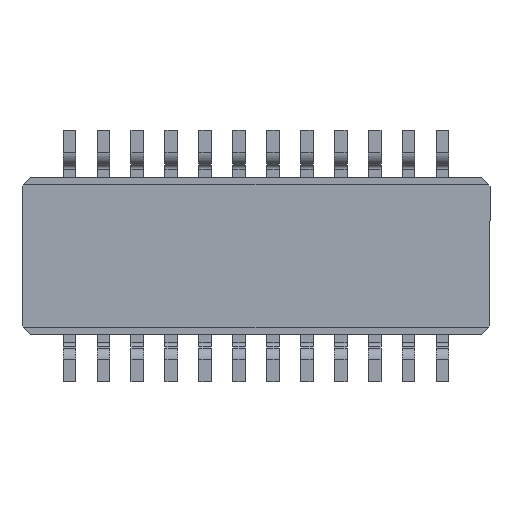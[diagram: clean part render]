
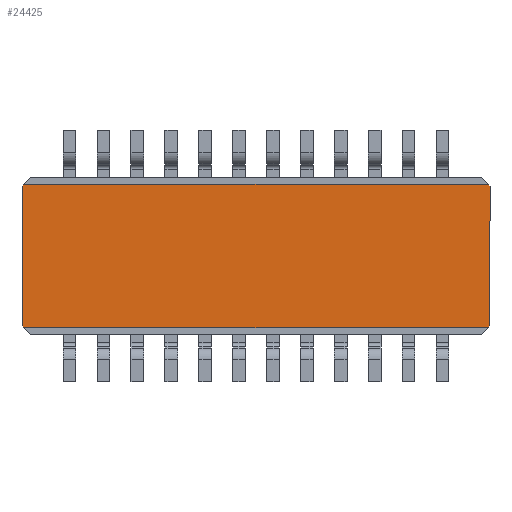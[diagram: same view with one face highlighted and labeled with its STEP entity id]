
A CAD part, front view. The second image highlights one B-rep face of the part: STEP entity #24425.
In plain terms, the highlighted planar face has unit normal (0, -1, 0).
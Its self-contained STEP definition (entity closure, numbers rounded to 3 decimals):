
#4 = EDGE_CURVE ( 'NONE', #20824, #13834, #16179, .T. ) ;
#403 = DIRECTION ( 'NONE',  ( 0., 0., -1. ) ) ;
#417 = LINE ( 'NONE', #14596, #20669 ) ;
#687 = VERTEX_POINT ( 'NONE', #20482 ) ;
#1419 = LINE ( 'NONE', #24861, #5498 ) ;
#1436 = VERTEX_POINT ( 'NONE', #23711 ) ;
#1939 = EDGE_CURVE ( 'NONE', #24104, #13834, #22308, .T. ) ;
#2318 = CARTESIAN_POINT ( 'NONE',  ( -2.76, 0.05, 0. ) ) ;
#2581 = EDGE_CURVE ( 'NONE', #24360, #22604, #10681, .T. ) ;
#2683 = DIRECTION ( 'NONE',  ( 0., 0., 1. ) ) ;
#2763 = ORIENTED_EDGE ( 'NONE', *, *, #11058, .T. ) ;
#3188 = CARTESIAN_POINT ( 'NONE',  ( -2.74, 0.05, -0.845 ) ) ;
#3821 = CARTESIAN_POINT ( 'NONE',  ( 6.76, 0.05, -0.845 ) ) ;
#3956 = ORIENTED_EDGE ( 'NONE', *, *, #5240, .T. ) ;
#4507 = ORIENTED_EDGE ( 'NONE', *, *, #20389, .T. ) ;
#4554 = ORIENTED_EDGE ( 'NONE', *, *, #4, .T. ) ;
#4611 = ORIENTED_EDGE ( 'NONE', *, *, #19900, .F. ) ;
#5240 = EDGE_CURVE ( 'NONE', #22604, #20824, #20469, .T. ) ;
#5498 = VECTOR ( 'NONE', #19080, 1000. ) ;
#5939 = VECTOR ( 'NONE', #13990, 1000. ) ;
#6683 = VECTOR ( 'NONE', #17570, 1000. ) ;
#6998 = VERTEX_POINT ( 'NONE', #14415 ) ;
#7000 = CARTESIAN_POINT ( 'NONE',  ( 2.76, 0.05, 0. ) ) ;
#8403 = LINE ( 'NONE', #3821, #5939 ) ;
#8815 = CARTESIAN_POINT ( 'NONE',  ( 6.76, 0.05, 0. ) ) ;
#9530 = CARTESIAN_POINT ( 'NONE',  ( -2.76, 0.05, -0.825 ) ) ;
#9846 = VECTOR ( 'NONE', #10061, 1000. ) ;
#10061 = DIRECTION ( 'NONE',  ( -0.707, 0., -0.707 ) ) ;
#10422 = DIRECTION ( 'NONE',  ( -0.707, 0., 0.707 ) ) ;
#10566 = ORIENTED_EDGE ( 'NONE', *, *, #2581, .T. ) ;
#10681 = LINE ( 'NONE', #15338, #24414 ) ;
#10837 = DIRECTION ( 'NONE',  ( 0., -1., 0. ) ) ;
#11058 = EDGE_CURVE ( 'NONE', #687, #24360, #417, .T. ) ;
#11328 = VECTOR ( 'NONE', #2683, 1000. ) ;
#13834 = VERTEX_POINT ( 'NONE', #9530 ) ;
#13990 = DIRECTION ( 'NONE',  ( 1., 0., 0. ) ) ;
#14415 = CARTESIAN_POINT ( 'NONE',  ( 2.74, 0.05, -0.845 ) ) ;
#14596 = CARTESIAN_POINT ( 'NONE',  ( 2.71, 0.05, 0.875 ) ) ;
#15326 = CARTESIAN_POINT ( 'NONE',  ( -2.74, 0.05, 0.845 ) ) ;
#15338 = CARTESIAN_POINT ( 'NONE',  ( 6.76, 0.05, 0.845 ) ) ;
#16179 = LINE ( 'NONE', #2318, #22103 ) ;
#17570 = DIRECTION ( 'NONE',  ( -0.707, 0., 0.707 ) ) ;
#19080 = DIRECTION ( 'NONE',  ( -0.707, 0., -0.707 ) ) ;
#19458 = LINE ( 'NONE', #7000, #11328 ) ;
#19900 = EDGE_CURVE ( 'NONE', #1436, #6998, #1419, .T. ) ;
#20238 = AXIS2_PLACEMENT_3D ( 'NONE', #8815, #10837, #24798 ) ;
#20389 = EDGE_CURVE ( 'NONE', #1436, #687, #19458, .T. ) ;
#20469 = LINE ( 'NONE', #21853, #9846 ) ;
#20482 = CARTESIAN_POINT ( 'NONE',  ( 2.76, 0.05, 0.825 ) ) ;
#20531 = CARTESIAN_POINT ( 'NONE',  ( 2.74, 0.05, 0.845 ) ) ;
#20669 = VECTOR ( 'NONE', #10422, 1000. ) ;
#20824 = VERTEX_POINT ( 'NONE', #24191 ) ;
#21104 = DIRECTION ( 'NONE',  ( -1., 0., 0. ) ) ;
#21853 = CARTESIAN_POINT ( 'NONE',  ( -2.71, 0.05, 0.875 ) ) ;
#22103 = VECTOR ( 'NONE', #403, 1000. ) ;
#22281 = ORIENTED_EDGE ( 'NONE', *, *, #22702, .T. ) ;
#22308 = LINE ( 'NONE', #25537, #6683 ) ;
#22604 = VERTEX_POINT ( 'NONE', #15326 ) ;
#22702 = EDGE_CURVE ( 'NONE', #24104, #6998, #8403, .T. ) ;
#22741 = ORIENTED_EDGE ( 'NONE', *, *, #1939, .F. ) ;
#23711 = CARTESIAN_POINT ( 'NONE',  ( 2.76, 0.05, -0.825 ) ) ;
#24104 = VERTEX_POINT ( 'NONE', #3188 ) ;
#24191 = CARTESIAN_POINT ( 'NONE',  ( -2.76, 0.05, 0.825 ) ) ;
#24299 = EDGE_LOOP ( 'NONE', ( #4554, #22741, #22281, #4611, #4507, #2763, #10566, #3956 ) ) ;
#24360 = VERTEX_POINT ( 'NONE', #20531 ) ;
#24414 = VECTOR ( 'NONE', #21104, 1000. ) ;
#24425 = ADVANCED_FACE ( 'NONE', ( #25496 ), #24886, .T. ) ;
#24798 = DIRECTION ( 'NONE',  ( 1., 0., 0. ) ) ;
#24861 = CARTESIAN_POINT ( 'NONE',  ( 2.71, 0.05, -0.875 ) ) ;
#24886 = PLANE ( 'NONE',  #20238 ) ;
#25496 = FACE_OUTER_BOUND ( 'NONE', #24299, .T. ) ;
#25537 = CARTESIAN_POINT ( 'NONE',  ( -2.71, 0.05, -0.875 ) ) ;
